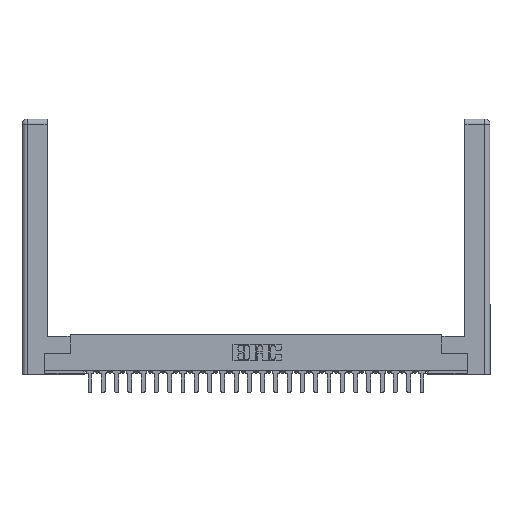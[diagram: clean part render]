
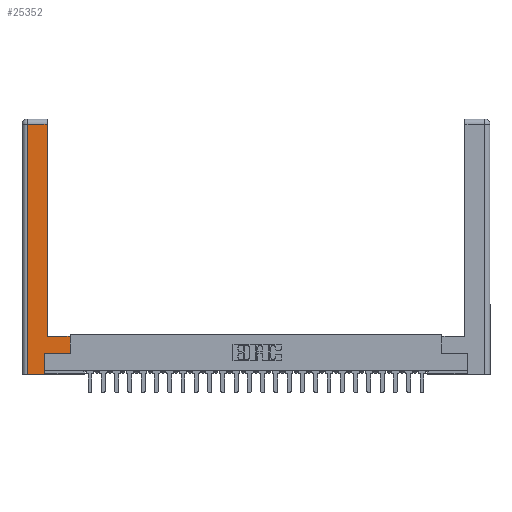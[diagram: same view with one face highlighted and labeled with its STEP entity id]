
A CAD part, top view. The second image highlights one B-rep face of the part: STEP entity #25352.
In plain terms, the highlighted planar face has unit normal (0, 0, 1).
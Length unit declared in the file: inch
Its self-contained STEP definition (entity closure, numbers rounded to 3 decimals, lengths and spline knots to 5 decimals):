
#389 = VECTOR ( 'NONE', #966, 39.37008 ) ;
#550 = ORIENTED_EDGE ( 'NONE', *, *, #12483, .T. ) ;
#895 = DIRECTION ( 'NONE',  ( 1., 0., 0. ) ) ;
#966 = DIRECTION ( 'NONE',  ( 0., 1., 0. ) ) ;
#1035 = VECTOR ( 'NONE', #11371, 39.37008 ) ;
#2233 = CARTESIAN_POINT ( 'NONE',  ( 0.265, 0., 0. ) ) ;
#2751 = EDGE_CURVE ( 'NONE', #16391, #6461, #23792, .T. ) ;
#2961 = CARTESIAN_POINT ( 'NONE',  ( 0.0615, 2.94, 0. ) ) ;
#3104 = VERTEX_POINT ( 'NONE', #14464 ) ;
#3237 = ORIENTED_EDGE ( 'NONE', *, *, #4628, .T. ) ;
#3509 = ORIENTED_EDGE ( 'NONE', *, *, #19636, .T. ) ;
#3704 = EDGE_CURVE ( 'NONE', #24429, #16391, #18493, .T. ) ;
#3901 = CARTESIAN_POINT ( 'NONE',  ( 0.565, 0.245, 0. ) ) ;
#4628 = EDGE_CURVE ( 'NONE', #10550, #24429, #10349, .T. ) ;
#4852 = VECTOR ( 'NONE', #7552, 39.37008 ) ;
#4911 = LINE ( 'NONE', #23949, #1035 ) ;
#5148 = FACE_OUTER_BOUND ( 'NONE', #13597, .T. ) ;
#6374 = DIRECTION ( 'NONE',  ( 0., -1., 0. ) ) ;
#6461 = VERTEX_POINT ( 'NONE', #8806 ) ;
#6810 = EDGE_CURVE ( 'NONE', #15556, #15692, #17729, .T. ) ;
#7552 = DIRECTION ( 'NONE',  ( -1., 0., 0. ) ) ;
#7881 = CARTESIAN_POINT ( 'NONE',  ( 0., 0., 0. ) ) ;
#8806 = CARTESIAN_POINT ( 'NONE',  ( 0.0615, 2.94, 0. ) ) ;
#9305 = ORIENTED_EDGE ( 'NONE', *, *, #24030, .T. ) ;
#9792 = DIRECTION ( 'NONE',  ( 0., 1., 0. ) ) ;
#10349 = LINE ( 'NONE', #19972, #4852 ) ;
#10550 = VERTEX_POINT ( 'NONE', #25666 ) ;
#11177 = CARTESIAN_POINT ( 'NONE',  ( 0.565, 0.245, 0. ) ) ;
#11197 = DIRECTION ( 'NONE',  ( -1., 0., 0. ) ) ;
#11291 = CARTESIAN_POINT ( 'NONE',  ( 0.295, 3., 0. ) ) ;
#11371 = DIRECTION ( 'NONE',  ( 0., 1., 0. ) ) ;
#12023 = DIRECTION ( 'NONE',  ( -1., 0., 0. ) ) ;
#12483 = EDGE_CURVE ( 'NONE', #3104, #24808, #16035, .T. ) ;
#12996 = VECTOR ( 'NONE', #6374, 39.37008 ) ;
#13597 = EDGE_LOOP ( 'NONE', ( #18481, #17138, #3509, #550, #19159, #20830, #9305, #3237 ) ) ;
#14379 = VECTOR ( 'NONE', #895, 39.37008 ) ;
#14464 = CARTESIAN_POINT ( 'NONE',  ( 0.0615, 0., 0. ) ) ;
#14804 = CARTESIAN_POINT ( 'NONE',  ( 0.0615, 0., 0. ) ) ;
#14834 = CARTESIAN_POINT ( 'NONE',  ( 0.295, 0.45, 0. ) ) ;
#15556 = VERTEX_POINT ( 'NONE', #16650 ) ;
#15692 = VERTEX_POINT ( 'NONE', #11177 ) ;
#15894 = AXIS2_PLACEMENT_3D ( 'NONE', #7881, #18229, #12023 ) ;
#16035 = LINE ( 'NONE', #23715, #14379 ) ;
#16391 = VERTEX_POINT ( 'NONE', #21191 ) ;
#16650 = CARTESIAN_POINT ( 'NONE',  ( 0.265, 0.245, 0. ) ) ;
#17138 = ORIENTED_EDGE ( 'NONE', *, *, #2751, .T. ) ;
#17719 = PLANE ( 'NONE',  #15894 ) ;
#17729 = LINE ( 'NONE', #3901, #25210 ) ;
#18229 = DIRECTION ( 'NONE',  ( 0., 0., -1. ) ) ;
#18274 = DIRECTION ( 'NONE',  ( 1., 0., 0. ) ) ;
#18481 = ORIENTED_EDGE ( 'NONE', *, *, #3704, .T. ) ;
#18493 = LINE ( 'NONE', #11291, #389 ) ;
#19159 = ORIENTED_EDGE ( 'NONE', *, *, #24142, .T. ) ;
#19476 = VECTOR ( 'NONE', #9792, 39.37008 ) ;
#19636 = EDGE_CURVE ( 'NONE', #6461, #3104, #21454, .T. ) ;
#19800 = LINE ( 'NONE', #22362, #19476 ) ;
#19972 = CARTESIAN_POINT ( 'NONE',  ( 0.295, 0.45, 0. ) ) ;
#20830 = ORIENTED_EDGE ( 'NONE', *, *, #6810, .T. ) ;
#21191 = CARTESIAN_POINT ( 'NONE',  ( 0.295, 2.94, 0. ) ) ;
#21454 = LINE ( 'NONE', #14804, #12996 ) ;
#22362 = CARTESIAN_POINT ( 'NONE',  ( 0.265, 0.245, 0. ) ) ;
#23715 = CARTESIAN_POINT ( 'NONE',  ( 0.265, 0., 0. ) ) ;
#23792 = LINE ( 'NONE', #2961, #24761 ) ;
#23949 = CARTESIAN_POINT ( 'NONE',  ( 0.565, 0.45, 0. ) ) ;
#24030 = EDGE_CURVE ( 'NONE', #15692, #10550, #4911, .T. ) ;
#24142 = EDGE_CURVE ( 'NONE', #24808, #15556, #19800, .T. ) ;
#24429 = VERTEX_POINT ( 'NONE', #14834 ) ;
#24761 = VECTOR ( 'NONE', #11197, 39.37008 ) ;
#24808 = VERTEX_POINT ( 'NONE', #2233 ) ;
#25210 = VECTOR ( 'NONE', #18274, 39.37008 ) ;
#25352 = ADVANCED_FACE ( 'NONE', ( #5148 ), #17719, .F. ) ;
#25666 = CARTESIAN_POINT ( 'NONE',  ( 0.565, 0.45, 0. ) ) ;
